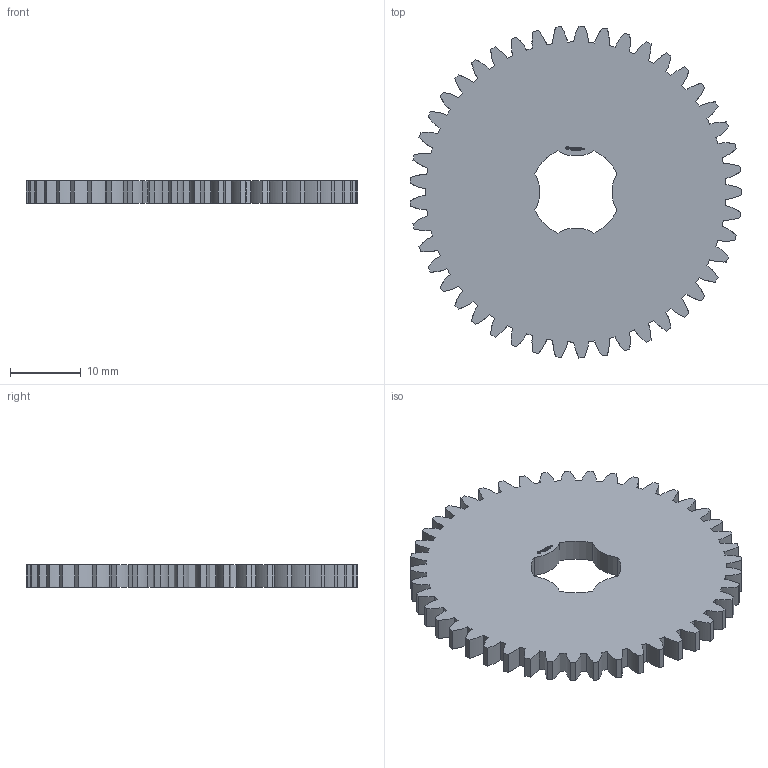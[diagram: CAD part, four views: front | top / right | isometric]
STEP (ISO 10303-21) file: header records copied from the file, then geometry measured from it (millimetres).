
FILE_DESCRIPTION(('FreeCAD Model'),'2;1');
FILE_NAME('Open CASCADE Shape Model','2024-03-10T00:40:38',(''),(''), 'Open CASCADE STEP processor 7.6','FreeCAD','Unknown');
FILE_SCHEMA(('AUTOMOTIVE_DESIGN { 1 0 10303 214 1 1 1 1 }'));
Products named in the file (1): Gear Wheel PLN TTH45 BU00.25 SFT-SHD - SPN-GWH-0157 (stemfie.org)
Bounding box: 46.96 x 46.99 x 3.12 mm (x, y, z)
Volume: 4590.7 mm3; surface area: 3964.6 mm2
Topology: 1 solids, 1 shells, 629 faces, 1794 edges, 1196 vertices
Faces by surface type: plane 325, extrusion 296, cylinder 8
Entity records: 56520 total; most frequent: CARTESIAN_POINT 18278, DIRECTION 5178, VECTOR 4462, LINE 4166, ORIENTED_EDGE 3588, PCURVE 3588, DEFINITIONAL_REPRESENTATION 3588, EDGE_CURVE 1794
